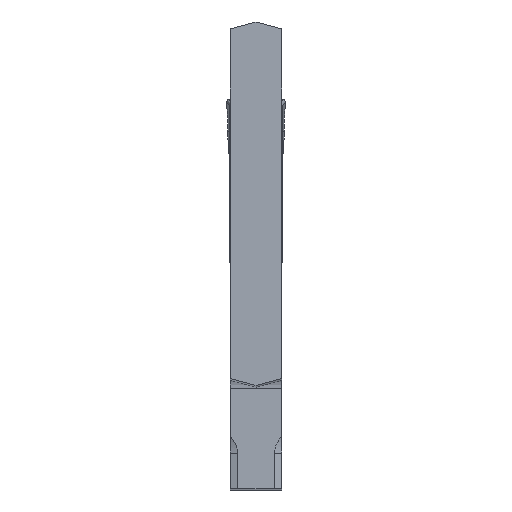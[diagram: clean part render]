
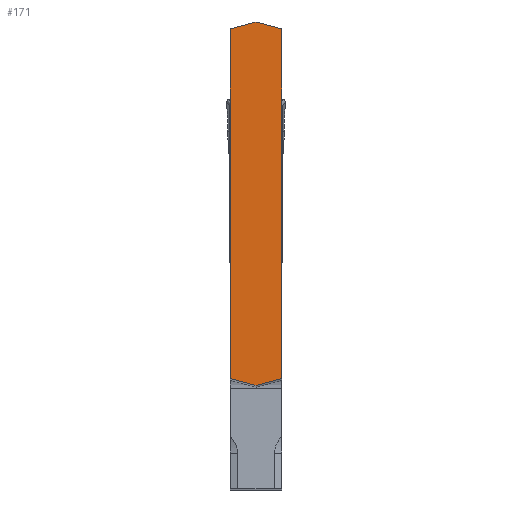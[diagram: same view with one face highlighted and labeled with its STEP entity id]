
A CAD part, top view. The second image highlights one B-rep face of the part: STEP entity #171.
In plain terms, the highlighted planar face has unit normal (0, 0, 1).
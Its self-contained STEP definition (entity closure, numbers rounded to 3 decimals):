
#171=ADVANCED_FACE('SHANKHEAD_FACE_BOTTOM',(#291),#249,.T.);
#249=PLANE('',#1770);
#291=FACE_OUTER_BOUND('',#373,.T.);
#373=EDGE_LOOP('',(#886,#887,#888,#889,#890,#891));
#490=LINE('',#2313,#630);
#519=LINE('',#2518,#659);
#536=LINE('',#2574,#676);
#537=LINE('',#2576,#677);
#538=LINE('',#2577,#678);
#539=LINE('',#2579,#679);
#630=VECTOR('',#1883,1.);
#659=VECTOR('',#1956,1.);
#676=VECTOR('',#2001,1.);
#677=VECTOR('',#2002,1.);
#678=VECTOR('',#2003,1.);
#679=VECTOR('',#2004,1.);
#886=ORIENTED_EDGE('',*,*,#1475,.T.);
#887=ORIENTED_EDGE('',*,*,#1476,.T.);
#888=ORIENTED_EDGE('',*,*,#1393,.T.);
#889=ORIENTED_EDGE('',*,*,#1477,.F.);
#890=ORIENTED_EDGE('',*,*,#1478,.F.);
#891=ORIENTED_EDGE('',*,*,#1451,.F.);
#1242=VERTEX_POINT('',#2312);
#1243=VERTEX_POINT('',#2314);
#1300=VERTEX_POINT('',#2517);
#1301=VERTEX_POINT('',#2519);
#1310=VERTEX_POINT('',#2575);
#1311=VERTEX_POINT('',#2578);
#1393=EDGE_CURVE('',#1243,#1242,#490,.T.);
#1451=EDGE_CURVE('',#1300,#1301,#519,.T.);
#1475=EDGE_CURVE('',#1300,#1310,#536,.T.);
#1476=EDGE_CURVE('',#1310,#1243,#537,.T.);
#1477=EDGE_CURVE('',#1311,#1242,#538,.T.);
#1478=EDGE_CURVE('',#1301,#1311,#539,.T.);
#1770=AXIS2_PLACEMENT_3D('',#2580,#2005,#2006);
#1883=DIRECTION('',(0.,1.,0.));
#1956=DIRECTION('',(0.,1.,0.));
#2001=DIRECTION('',(0.966,-0.259,0.));
#2002=DIRECTION('',(0.966,0.259,0.));
#2003=DIRECTION('',(0.966,-0.259,0.));
#2004=DIRECTION('',(0.966,0.259,0.));
#2005=DIRECTION('',(0.,0.,1.));
#2006=DIRECTION('',(0.,-1.,0.));
#2312=CARTESIAN_POINT('',(4.35,30.734,0.));
#2313=CARTESIAN_POINT('',(4.35,39.3,0.));
#2314=CARTESIAN_POINT('',(4.35,1.166,0.));
#2517=CARTESIAN_POINT('',(0.,1.166,0.));
#2518=CARTESIAN_POINT('',(0.,39.3,0.));
#2519=CARTESIAN_POINT('',(0.,30.734,0.));
#2574=CARTESIAN_POINT('',(0.,1.166,0.));
#2575=CARTESIAN_POINT('',(2.175,0.583,0.));
#2576=CARTESIAN_POINT('',(2.175,0.583,0.));
#2577=CARTESIAN_POINT('',(2.175,31.317,0.));
#2578=CARTESIAN_POINT('',(2.175,31.317,0.));
#2579=CARTESIAN_POINT('',(0.,30.734,0.));
#2580=CARTESIAN_POINT('',(4.35,39.3,0.));
